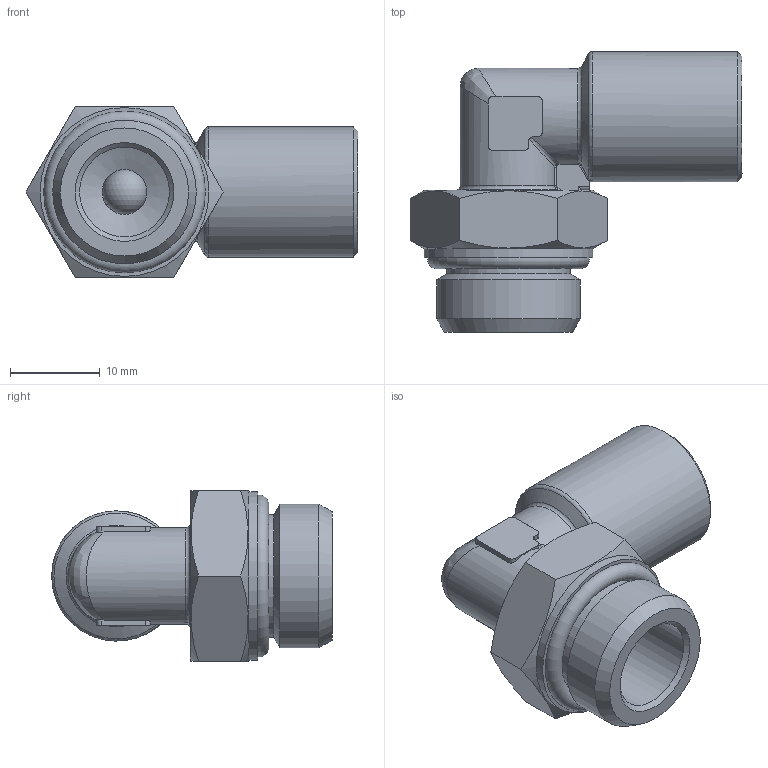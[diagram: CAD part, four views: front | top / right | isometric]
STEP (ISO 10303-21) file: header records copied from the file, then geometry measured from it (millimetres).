
FILE_DESCRIPTION(( 'MAF.16.06.M16X1.5.stp' ), '1');
FILE_NAME( 'MAF.16.06.M16X1.5.stp', '2021-02-19T15:27:24',( 'Sopra'),('sopra-pneumatic.com'), 'SwSTEP 2.0','SolidWorks 2009','' );
FILE_SCHEMA( ( 'AUTOMOTIVE_DESIGN { 1 0 10303 214 1 1 1 1 }' ) );
Length unit declared in the file: millimetre
Products named in the file (1): Rivoluzione2
Bounding box: 36.97 x 31.25 x 19 mm (x, y, z)
Volume: 6606 mm3; surface area: 4448.8 mm2
Topology: 1 solids, 1 shells, 232 faces, 613 edges, 401 vertices
Faces by surface type: plane 94, bspline 85, cylinder 34, cone 12, torus 6, sphere 1
Full cylindrical faces by diameter (mm): 2.95 x1, 3.85 x1, 4 x1, 5 x1, 6.15 x2, 10 x1, 12 x1, 13.7 x1, 14.5 x1, 16 x1, 18.8 x1
Entity records: 13004 total; most frequent: CARTESIAN_POINT 6172, ORIENTED_EDGE 1158, DIRECTION 730, EDGE_CURVE 579, VERTEX_POINT 395, LINE 286, VECTOR 286, EDGE_LOOP 279
